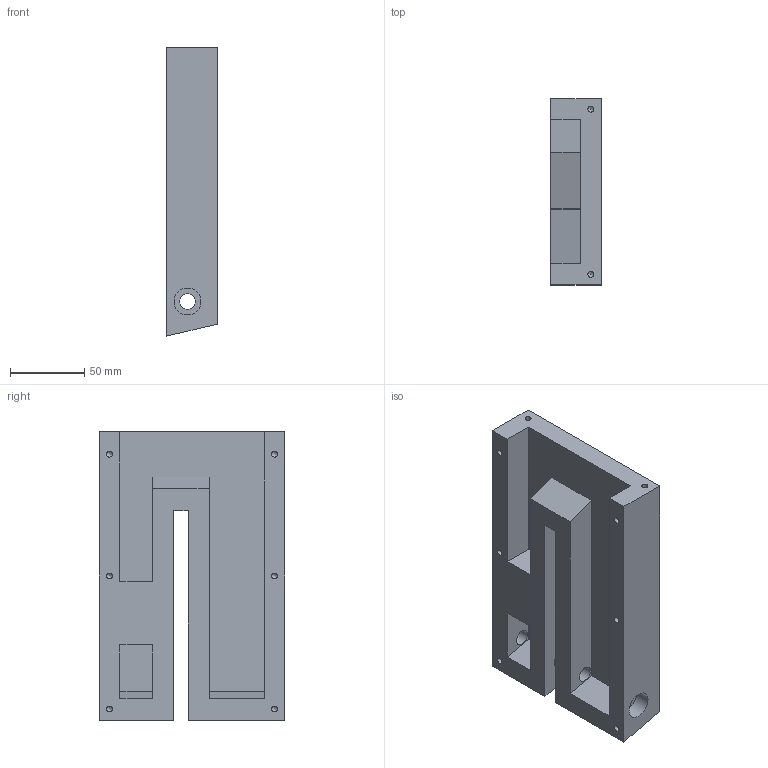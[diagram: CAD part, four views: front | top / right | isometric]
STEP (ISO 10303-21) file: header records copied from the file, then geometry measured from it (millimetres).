
FILE_DESCRIPTION(/* description */ ('STEP AP242','CAx-IF Rec.Pracs.---Representation and Presentation of Product Manufacturing Information (PMI)---4.0---2014-10-13','CAx-IF Rec.Pracs.---3D Tessellated Geometry---0.4---2014-09-14','2;1'),/* implementation_level */ '2;1');
FILE_NAME(/* name */ '646afc5a444c7e039afddf1e',/* time_stamp */ '2023-05-22T05:23:39Z',/* author */ (''),/* organization */ (''),/* preprocessor_version */ 'ST-DEVELOPER v19.4',/* originating_system */ ' ',/* authorisation */ ' ');
FILE_SCHEMA (('AP242_MANAGED_MODEL_BASED_3D_ENGINEERING_MIM_LF { 1 0 10303 442 1 1 4 }'));
Length unit declared in the file: metre
Products named in the file (1): Front Plate
Bounding box: 34 x 125 x 193.8 mm (x, y, z)
Volume: 533991.1 mm3; surface area: 89587.7 mm2
Topology: 1 solids, 1 shells, 45 faces, 124 edges, 83 vertices
Faces by surface type: plane 24, cylinder 13, cone 8
Full cylindrical faces by diameter (mm): 4 x8, 10.5 x4, 18 x1
Entity records: 1244 total; most frequent: CARTESIAN_POINT 206, DIRECTION 204, ORIENTED_EDGE 172, EDGE_CURVE 86, FACE_BOUND 84, EDGE_LOOP 76, VERTEX_POINT 74, AXIS2_PLACEMENT_3D 72
